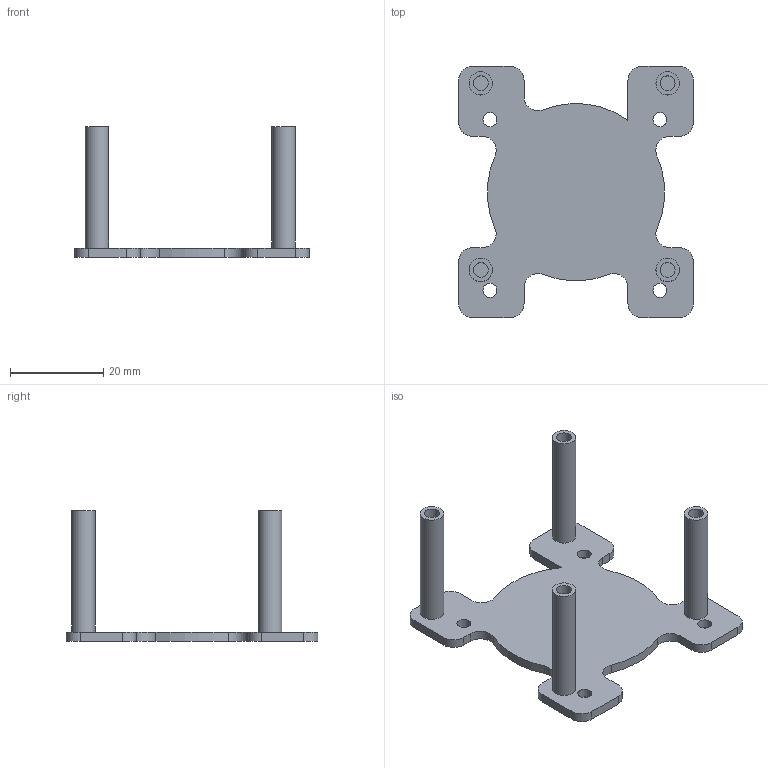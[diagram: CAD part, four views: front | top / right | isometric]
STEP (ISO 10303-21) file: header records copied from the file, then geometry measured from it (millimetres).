
FILE_DESCRIPTION(/* description */ (''),/* implementation_level */ '2;1');
FILE_NAME(/* name */ 'soporteHBridge.stp',/* time_stamp */ '2023-05-11T14:52:52-05:00',/* author */ ('felip'),/* organization */ (''),/* preprocessor_version */ 'ST-DEVELOPER v19.2',/* originating_system */ 'Autodesk Inventor 2023',/* authorisation */ '');
FILE_SCHEMA (('AUTOMOTIVE_DESIGN { 1 0 10303 214 3 1 1 }'));
Length unit declared in the file: millimetre
Products named in the file (1): soporteHBridge
Bounding box: 50.25 x 53.87 x 28 mm (x, y, z)
Volume: 5074.4 mm3; surface area: 7139.8 mm2
Topology: 1 solids, 1 shells, 61 faces, 153 edges, 102 vertices
Faces by surface type: cylinder 35, plane 26
Full cylindrical faces by diameter (mm): 3 x4, 3.2 x4, 5 x4
Entity records: 1916 total; most frequent: DIRECTION 347, CARTESIAN_POINT 317, ORIENTED_EDGE 306, EDGE_CURVE 153, AXIS2_PLACEMENT_3D 132, VERTEX_POINT 102, LINE 83, VECTOR 83
